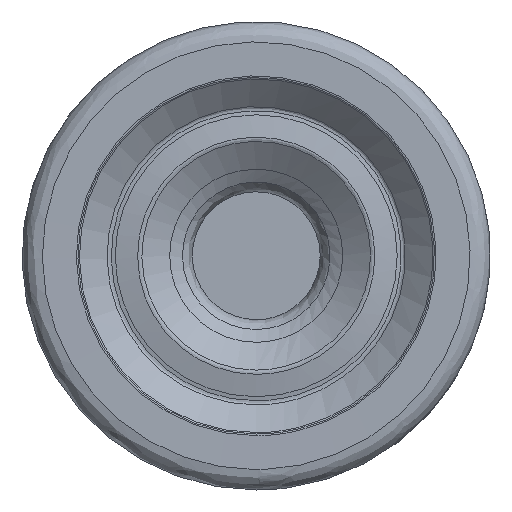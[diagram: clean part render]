
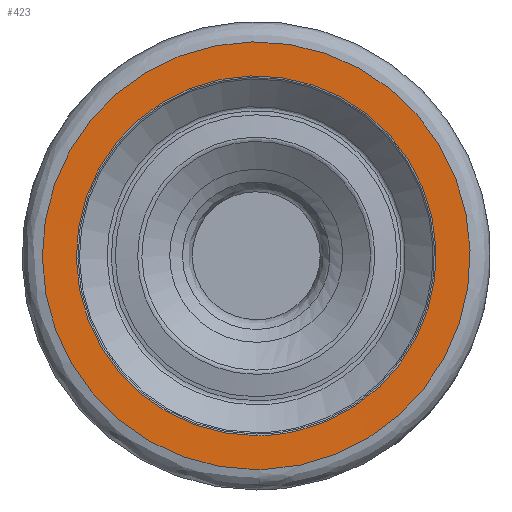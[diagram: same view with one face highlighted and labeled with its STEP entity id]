
A CAD part, left-side view. The second image highlights one B-rep face of the part: STEP entity #423.
In plain terms, the highlighted face is a revolution surface.
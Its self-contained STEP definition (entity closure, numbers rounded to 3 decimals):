
#36=SURFACE_OF_REVOLUTION('',#88,#62);
#62=AXIS1_PLACEMENT('',#1140,#959);
#88=LINE('',#1139,#102);
#102=VECTOR('',#958,1.282);
#349=FACE_BOUND('',#497,.T.);
#350=FACE_BOUND('',#498,.T.);
#423=ADVANCED_FACE('',(#349,#350),#36,.T.);
#497=EDGE_LOOP('',(#591));
#498=EDGE_LOOP('',(#592));
#591=ORIENTED_EDGE('',*,*,#711,.F.);
#592=ORIENTED_EDGE('',*,*,#712,.T.);
#664=VERTEX_POINT('',#1136);
#665=VERTEX_POINT('',#1138);
#711=EDGE_CURVE('',#664,#664,#758,.T.);
#712=EDGE_CURVE('',#665,#665,#759,.T.);
#758=CIRCLE('',#828,7.761);
#759=CIRCLE('',#829,6.528);
#828=AXIS2_PLACEMENT_3D('',#1135,#954,#955);
#829=AXIS2_PLACEMENT_3D('',#1137,#956,#957);
#954=DIRECTION('',(1.,0.,0.));
#955=DIRECTION('',(0.,0.,-1.));
#956=DIRECTION('',(1.,0.,0.));
#957=DIRECTION('',(0.,0.,-1.));
#958=DIRECTION('',(-0.005,-0.975,-0.224));
#959=DIRECTION('',(1.,0.,0.));
#1135=CARTESIAN_POINT('',(0.005,0.,0.));
#1136=CARTESIAN_POINT('',(0.005,0.,-7.761));
#1137=CARTESIAN_POINT('',(0.011,0.,0.));
#1138=CARTESIAN_POINT('',(0.011,0.,-6.528));
#1139=CARTESIAN_POINT('',(0.011,-6.509,0.485));
#1140=CARTESIAN_POINT('',(8.738,0.,0.));
